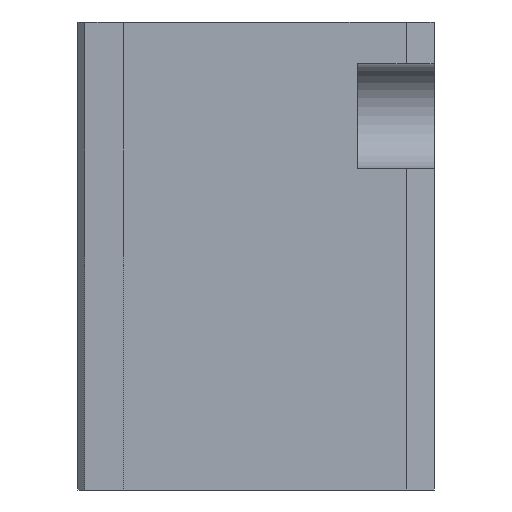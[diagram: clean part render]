
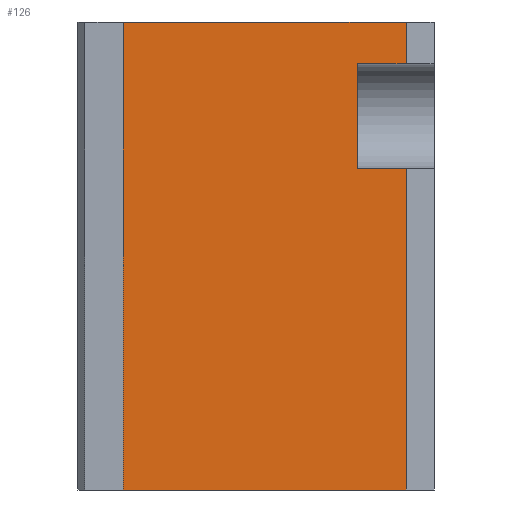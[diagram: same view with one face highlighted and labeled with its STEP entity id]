
A CAD part, left-side view. The second image highlights one B-rep face of the part: STEP entity #126.
In plain terms, the highlighted planar face has unit normal (-1, 0, 0).
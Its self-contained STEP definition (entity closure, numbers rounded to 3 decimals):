
#126 = ADVANCED_FACE( '', ( #252 ), #253, .T. );
#252 = FACE_OUTER_BOUND( '', #400, .T. );
#253 = PLANE( '', #401 );
#400 = EDGE_LOOP( '', ( #845, #846, #847, #848, #849, #850, #851, #852 ) );
#401 = AXIS2_PLACEMENT_3D( '', #853, #854, #855 );
#845 = ORIENTED_EDGE( '', *, *, #1156, .T. );
#846 = ORIENTED_EDGE( '', *, *, #1151, .T. );
#847 = ORIENTED_EDGE( '', *, *, #1144, .T. );
#848 = ORIENTED_EDGE( '', *, *, #1161, .T. );
#849 = ORIENTED_EDGE( '', *, *, #1111, .T. );
#850 = ORIENTED_EDGE( '', *, *, #1162, .F. );
#851 = ORIENTED_EDGE( '', *, *, #1163, .T. );
#852 = ORIENTED_EDGE( '', *, *, #1164, .T. );
#853 = CARTESIAN_POINT( '', ( -38., 4., 0. ) );
#854 = DIRECTION( '', ( -1., 0., 0. ) );
#855 = DIRECTION( '', ( 0., -1., 0. ) );
#1111 = EDGE_CURVE( '', #1377, #1375, #1378, .T. );
#1144 = EDGE_CURVE( '', #1420, #1421, #1422, .T. );
#1151 = EDGE_CURVE( '', #1433, #1420, #1434, .T. );
#1156 = EDGE_CURVE( '', #1441, #1433, #1442, .T. );
#1161 = EDGE_CURVE( '', #1421, #1377, #1449, .T. );
#1162 = EDGE_CURVE( '', #1450, #1375, #1451, .T. );
#1163 = EDGE_CURVE( '', #1450, #1452, #1453, .T. );
#1164 = EDGE_CURVE( '', #1452, #1441, #1454, .T. );
#1375 = VERTEX_POINT( '', #1808 );
#1377 = VERTEX_POINT( '', #1811 );
#1378 = LINE( '', #1812, #1813 );
#1420 = VERTEX_POINT( '', #1927 );
#1421 = VERTEX_POINT( '', #1928 );
#1422 = LINE( '', #1929, #1930 );
#1433 = VERTEX_POINT( '', #1947 );
#1434 = LINE( '', #1948, #1949 );
#1441 = VERTEX_POINT( '', #1958 );
#1442 = LINE( '', #1959, #1960 );
#1449 = LINE( '', #1971, #1972 );
#1450 = VERTEX_POINT( '', #1973 );
#1451 = LINE( '', #1974, #1975 );
#1452 = VERTEX_POINT( '', #1976 );
#1453 = LINE( '', #1977, #1978 );
#1454 = LINE( '', #1979, #1980 );
#1808 = CARTESIAN_POINT( '', ( -38., 44.5, 67. ) );
#1811 = CARTESIAN_POINT( '', ( -38., 4., 67. ) );
#1812 = CARTESIAN_POINT( '', ( -38., 44.5, 67. ) );
#1813 = VECTOR( '', #2209, 1. );
#1927 = CARTESIAN_POINT( '', ( -38., 11., 61. ) );
#1928 = CARTESIAN_POINT( '', ( -38., 4., 61. ) );
#1929 = CARTESIAN_POINT( '', ( -38., 7.5, 61. ) );
#1930 = VECTOR( '', #2276, 1. );
#1947 = CARTESIAN_POINT( '', ( -38., 11., 46. ) );
#1948 = CARTESIAN_POINT( '', ( -38., 11., 0. ) );
#1949 = VECTOR( '', #2283, 1. );
#1958 = CARTESIAN_POINT( '', ( -38., 4., 46. ) );
#1959 = CARTESIAN_POINT( '', ( -38., 7.5, 46. ) );
#1960 = VECTOR( '', #2292, 1. );
#1971 = CARTESIAN_POINT( '', ( -38., 4., 0. ) );
#1972 = VECTOR( '', #2297, 1. );
#1973 = CARTESIAN_POINT( '', ( -38., 44.5, 0. ) );
#1974 = CARTESIAN_POINT( '', ( -38., 44.5, 0. ) );
#1975 = VECTOR( '', #2298, 1. );
#1976 = CARTESIAN_POINT( '', ( -38., 4., 0. ) );
#1977 = CARTESIAN_POINT( '', ( -38., 44.5, 0. ) );
#1978 = VECTOR( '', #2299, 1. );
#1979 = CARTESIAN_POINT( '', ( -38., 4., 0. ) );
#1980 = VECTOR( '', #2300, 1. );
#2209 = DIRECTION( '', ( 0., 1., 0. ) );
#2276 = DIRECTION( '', ( 0., -1., 0. ) );
#2283 = DIRECTION( '', ( 0., 0., 1. ) );
#2292 = DIRECTION( '', ( 0., 1., 0. ) );
#2297 = DIRECTION( '', ( 0., 0., 1. ) );
#2298 = DIRECTION( '', ( 0., 0., 1. ) );
#2299 = DIRECTION( '', ( 0., -1., 0. ) );
#2300 = DIRECTION( '', ( 0., 0., 1. ) );
